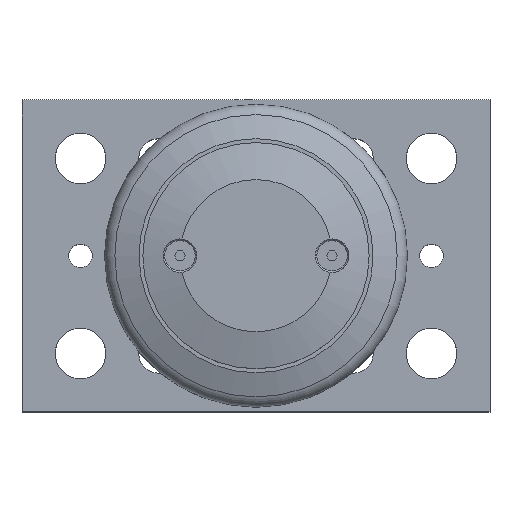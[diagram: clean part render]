
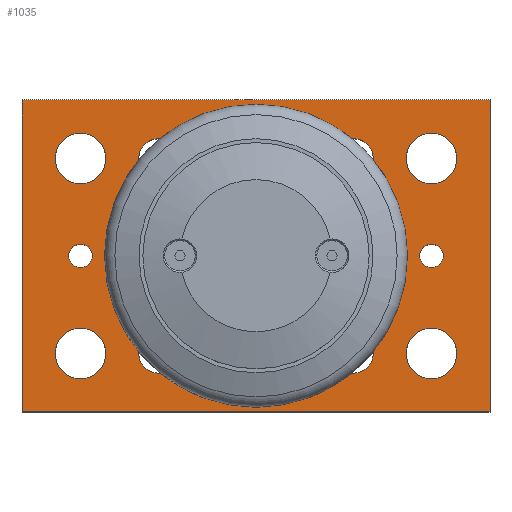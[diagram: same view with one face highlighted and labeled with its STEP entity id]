
A CAD part, top view. The second image highlights one B-rep face of the part: STEP entity #1035.
In plain terms, the highlighted planar face has unit normal (0, 0, 1).
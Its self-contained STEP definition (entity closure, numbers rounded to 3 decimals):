
#41=FACE_BOUND('',#156,.T.);
#42=FACE_BOUND('',#157,.T.);
#43=FACE_BOUND('',#158,.T.);
#44=FACE_BOUND('',#159,.T.);
#45=FACE_BOUND('',#160,.T.);
#46=FACE_BOUND('',#161,.T.);
#47=FACE_BOUND('',#162,.T.);
#48=FACE_BOUND('',#163,.T.);
#49=FACE_BOUND('',#164,.T.);
#50=FACE_BOUND('',#165,.T.);
#51=FACE_BOUND('',#166,.T.);
#69=PLANE('',#1116);
#98=FACE_OUTER_BOUND('',#155,.T.);
#155=EDGE_LOOP('',(#727,#728,#729,#730));
#156=EDGE_LOOP('',(#731));
#157=EDGE_LOOP('',(#732,#733));
#158=EDGE_LOOP('',(#734,#735));
#159=EDGE_LOOP('',(#736,#737));
#160=EDGE_LOOP('',(#738,#739));
#161=EDGE_LOOP('',(#740));
#162=EDGE_LOOP('',(#741));
#163=EDGE_LOOP('',(#742));
#164=EDGE_LOOP('',(#743));
#165=EDGE_LOOP('',(#744));
#166=EDGE_LOOP('',(#745));
#240=LINE('',#1594,#314);
#241=LINE('',#1596,#315);
#242=LINE('',#1598,#316);
#243=LINE('',#1599,#317);
#314=VECTOR('',#1257,10.);
#315=VECTOR('',#1258,10.);
#316=VECTOR('',#1259,10.);
#317=VECTOR('',#1260,10.);
#391=CIRCLE('',#1117,26.5);
#392=CIRCLE('',#1118,5.053);
#393=CIRCLE('',#1119,5.053);
#394=CIRCLE('',#1120,5.053);
#395=CIRCLE('',#1121,5.053);
#396=CIRCLE('',#1122,5.053);
#397=CIRCLE('',#1123,5.053);
#398=CIRCLE('',#1124,5.053);
#399=CIRCLE('',#1125,5.053);
#400=CIRCLE('',#1126,6.5);
#401=CIRCLE('',#1127,6.5);
#402=CIRCLE('',#1128,6.5);
#403=CIRCLE('',#1129,6.5);
#404=CIRCLE('',#1130,3.);
#405=CIRCLE('',#1131,3.);
#466=VERTEX_POINT('',#1592);
#467=VERTEX_POINT('',#1593);
#468=VERTEX_POINT('',#1595);
#469=VERTEX_POINT('',#1597);
#470=VERTEX_POINT('',#1600);
#471=VERTEX_POINT('',#1602);
#472=VERTEX_POINT('',#1603);
#473=VERTEX_POINT('',#1606);
#474=VERTEX_POINT('',#1607);
#475=VERTEX_POINT('',#1610);
#476=VERTEX_POINT('',#1611);
#477=VERTEX_POINT('',#1614);
#478=VERTEX_POINT('',#1615);
#479=VERTEX_POINT('',#1618);
#480=VERTEX_POINT('',#1620);
#481=VERTEX_POINT('',#1622);
#482=VERTEX_POINT('',#1624);
#483=VERTEX_POINT('',#1626);
#484=VERTEX_POINT('',#1628);
#573=EDGE_CURVE('',#466,#467,#240,.T.);
#574=EDGE_CURVE('',#468,#466,#241,.T.);
#575=EDGE_CURVE('',#469,#468,#242,.T.);
#576=EDGE_CURVE('',#467,#469,#243,.T.);
#577=EDGE_CURVE('',#470,#470,#391,.T.);
#578=EDGE_CURVE('',#471,#472,#392,.T.);
#579=EDGE_CURVE('',#472,#471,#393,.T.);
#580=EDGE_CURVE('',#473,#474,#394,.T.);
#581=EDGE_CURVE('',#474,#473,#395,.T.);
#582=EDGE_CURVE('',#475,#476,#396,.T.);
#583=EDGE_CURVE('',#476,#475,#397,.T.);
#584=EDGE_CURVE('',#477,#478,#398,.T.);
#585=EDGE_CURVE('',#478,#477,#399,.T.);
#586=EDGE_CURVE('',#479,#479,#400,.T.);
#587=EDGE_CURVE('',#480,#480,#401,.T.);
#588=EDGE_CURVE('',#481,#481,#402,.T.);
#589=EDGE_CURVE('',#482,#482,#403,.T.);
#590=EDGE_CURVE('',#483,#483,#404,.T.);
#591=EDGE_CURVE('',#484,#484,#405,.T.);
#727=ORIENTED_EDGE('',*,*,#573,.F.);
#728=ORIENTED_EDGE('',*,*,#574,.F.);
#729=ORIENTED_EDGE('',*,*,#575,.F.);
#730=ORIENTED_EDGE('',*,*,#576,.F.);
#731=ORIENTED_EDGE('',*,*,#577,.T.);
#732=ORIENTED_EDGE('',*,*,#578,.T.);
#733=ORIENTED_EDGE('',*,*,#579,.T.);
#734=ORIENTED_EDGE('',*,*,#580,.T.);
#735=ORIENTED_EDGE('',*,*,#581,.T.);
#736=ORIENTED_EDGE('',*,*,#582,.T.);
#737=ORIENTED_EDGE('',*,*,#583,.T.);
#738=ORIENTED_EDGE('',*,*,#584,.T.);
#739=ORIENTED_EDGE('',*,*,#585,.T.);
#740=ORIENTED_EDGE('',*,*,#586,.T.);
#741=ORIENTED_EDGE('',*,*,#587,.T.);
#742=ORIENTED_EDGE('',*,*,#588,.T.);
#743=ORIENTED_EDGE('',*,*,#589,.T.);
#744=ORIENTED_EDGE('',*,*,#590,.T.);
#745=ORIENTED_EDGE('',*,*,#591,.T.);
#1035=ADVANCED_FACE('',(#98,#41,#42,#43,#44,#45,#46,#47,#48,#49,#50,#51),
#69,.T.);
#1116=AXIS2_PLACEMENT_3D('',#1591,#1255,#1256);
#1117=AXIS2_PLACEMENT_3D('',#1601,#1261,#1262);
#1118=AXIS2_PLACEMENT_3D('',#1604,#1263,#1264);
#1119=AXIS2_PLACEMENT_3D('',#1605,#1265,#1266);
#1120=AXIS2_PLACEMENT_3D('',#1608,#1267,#1268);
#1121=AXIS2_PLACEMENT_3D('',#1609,#1269,#1270);
#1122=AXIS2_PLACEMENT_3D('',#1612,#1271,#1272);
#1123=AXIS2_PLACEMENT_3D('',#1613,#1273,#1274);
#1124=AXIS2_PLACEMENT_3D('',#1616,#1275,#1276);
#1125=AXIS2_PLACEMENT_3D('',#1617,#1277,#1278);
#1126=AXIS2_PLACEMENT_3D('',#1619,#1279,#1280);
#1127=AXIS2_PLACEMENT_3D('',#1621,#1281,#1282);
#1128=AXIS2_PLACEMENT_3D('',#1623,#1283,#1284);
#1129=AXIS2_PLACEMENT_3D('',#1625,#1285,#1286);
#1130=AXIS2_PLACEMENT_3D('',#1627,#1287,#1288);
#1131=AXIS2_PLACEMENT_3D('',#1629,#1289,#1290);
#1255=DIRECTION('center_axis',(0.,0.,1.));
#1256=DIRECTION('ref_axis',(1.,0.,0.));
#1257=DIRECTION('',(0.,1.,0.));
#1258=DIRECTION('',(-1.,0.,0.));
#1259=DIRECTION('',(0.,-1.,0.));
#1260=DIRECTION('',(1.,0.,0.));
#1261=DIRECTION('center_axis',(0.,0.,-1.));
#1262=DIRECTION('ref_axis',(-1.,0.,0.));
#1263=DIRECTION('center_axis',(0.,0.,-1.));
#1264=DIRECTION('ref_axis',(1.,0.,0.));
#1265=DIRECTION('center_axis',(0.,0.,-1.));
#1266=DIRECTION('ref_axis',(1.,0.,0.));
#1267=DIRECTION('center_axis',(0.,0.,-1.));
#1268=DIRECTION('ref_axis',(1.,0.,0.));
#1269=DIRECTION('center_axis',(0.,0.,-1.));
#1270=DIRECTION('ref_axis',(1.,0.,0.));
#1271=DIRECTION('center_axis',(0.,0.,-1.));
#1272=DIRECTION('ref_axis',(1.,0.,0.));
#1273=DIRECTION('center_axis',(0.,0.,-1.));
#1274=DIRECTION('ref_axis',(1.,0.,0.));
#1275=DIRECTION('center_axis',(0.,0.,-1.));
#1276=DIRECTION('ref_axis',(1.,0.,0.));
#1277=DIRECTION('center_axis',(0.,0.,-1.));
#1278=DIRECTION('ref_axis',(1.,0.,0.));
#1279=DIRECTION('center_axis',(0.,0.,-1.));
#1280=DIRECTION('ref_axis',(-1.,0.,0.));
#1281=DIRECTION('center_axis',(0.,0.,-1.));
#1282=DIRECTION('ref_axis',(-1.,0.,0.));
#1283=DIRECTION('center_axis',(0.,0.,-1.));
#1284=DIRECTION('ref_axis',(-1.,0.,0.));
#1285=DIRECTION('center_axis',(0.,0.,-1.));
#1286=DIRECTION('ref_axis',(-1.,0.,0.));
#1287=DIRECTION('center_axis',(0.,0.,-1.));
#1288=DIRECTION('ref_axis',(-1.,0.,0.));
#1289=DIRECTION('center_axis',(0.,0.,-1.));
#1290=DIRECTION('ref_axis',(-1.,0.,0.));
#1591=CARTESIAN_POINT('Origin',(60.,40.,15.));
#1592=CARTESIAN_POINT('',(0.,0.,15.));
#1593=CARTESIAN_POINT('',(0.,80.,15.));
#1594=CARTESIAN_POINT('',(0.,80.,15.));
#1595=CARTESIAN_POINT('',(120.,0.,15.));
#1596=CARTESIAN_POINT('',(0.,0.,15.));
#1597=CARTESIAN_POINT('',(120.,80.,15.));
#1598=CARTESIAN_POINT('',(120.,0.,15.));
#1599=CARTESIAN_POINT('',(120.,80.,15.));
#1600=CARTESIAN_POINT('',(86.5,40.,15.));
#1601=CARTESIAN_POINT('Origin',(60.,40.,15.));
#1602=CARTESIAN_POINT('',(40.053,15.,15.));
#1603=CARTESIAN_POINT('',(29.947,15.,15.));
#1604=CARTESIAN_POINT('Origin',(35.,15.,15.));
#1605=CARTESIAN_POINT('Origin',(35.,15.,15.));
#1606=CARTESIAN_POINT('',(90.053,15.,15.));
#1607=CARTESIAN_POINT('',(79.947,15.,15.));
#1608=CARTESIAN_POINT('Origin',(85.,15.,15.));
#1609=CARTESIAN_POINT('Origin',(85.,15.,15.));
#1610=CARTESIAN_POINT('',(90.053,65.,15.));
#1611=CARTESIAN_POINT('',(79.947,65.,15.));
#1612=CARTESIAN_POINT('Origin',(85.,65.,15.));
#1613=CARTESIAN_POINT('Origin',(85.,65.,15.));
#1614=CARTESIAN_POINT('',(40.053,65.,15.));
#1615=CARTESIAN_POINT('',(29.947,65.,15.));
#1616=CARTESIAN_POINT('Origin',(35.,65.,15.));
#1617=CARTESIAN_POINT('Origin',(35.,65.,15.));
#1618=CARTESIAN_POINT('',(21.5,15.,15.));
#1619=CARTESIAN_POINT('Origin',(15.,15.,15.));
#1620=CARTESIAN_POINT('',(21.5,65.,15.));
#1621=CARTESIAN_POINT('Origin',(15.,65.,15.));
#1622=CARTESIAN_POINT('',(111.5,15.,15.));
#1623=CARTESIAN_POINT('Origin',(105.,15.,15.));
#1624=CARTESIAN_POINT('',(111.5,65.,15.));
#1625=CARTESIAN_POINT('Origin',(105.,65.,15.));
#1626=CARTESIAN_POINT('',(108.,40.,15.));
#1627=CARTESIAN_POINT('Origin',(105.,40.,15.));
#1628=CARTESIAN_POINT('',(18.,40.,15.));
#1629=CARTESIAN_POINT('Origin',(15.,40.,15.));
